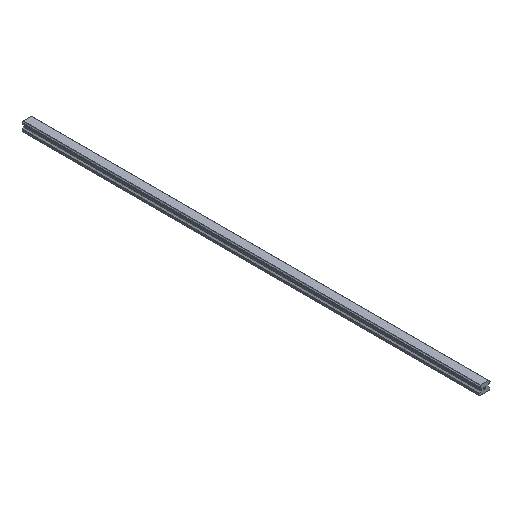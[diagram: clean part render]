
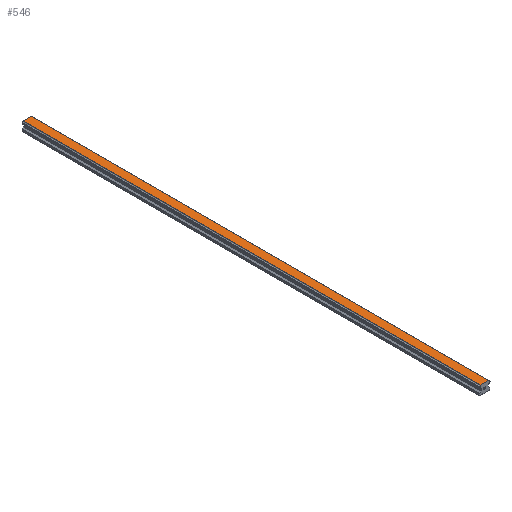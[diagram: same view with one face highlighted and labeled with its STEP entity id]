
A CAD part, isometric view. The second image highlights one B-rep face of the part: STEP entity #546.
In plain terms, the highlighted planar face has unit normal (0, 0, 1).
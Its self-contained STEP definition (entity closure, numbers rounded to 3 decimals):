
#546=ADVANCED_FACE('',(#1115),#1116,.T.);
#1115=FACE_OUTER_BOUND('',#1719,.T.);
#1116=PLANE('',#1720);
#1719=EDGE_LOOP('',(#3294,#3295,#3296,#3297));
#1720=AXIS2_PLACEMENT_3D('',#3298,#3299,#3300);
#3294=ORIENTED_EDGE('',*,*,#4010,.T.);
#3295=ORIENTED_EDGE('',*,*,#4160,.F.);
#3296=ORIENTED_EDGE('',*,*,#3872,.T.);
#3297=ORIENTED_EDGE('',*,*,#4158,.T.);
#3298=CARTESIAN_POINT('',(0.,1480.0,29.));
#3299=DIRECTION('',(0.0,0.0,1.0));
#3300=DIRECTION('',(-1.0,0.0,0.0));
#3872=EDGE_CURVE('',#4740,#4738,#4741,.T.);
#4010=EDGE_CURVE('',#4971,#4969,#4972,.T.);
#4158=EDGE_CURVE('',#4738,#4971,#5142,.T.);
#4160=EDGE_CURVE('',#4740,#4969,#5144,.T.);
#4738=VERTEX_POINT('',#5925);
#4740=VERTEX_POINT('',#5928);
#4741=LINE('',#5929,#5930);
#4969=VERTEX_POINT('',#6248);
#4971=VERTEX_POINT('',#6251);
#4972=LINE('',#6252,#6253);
#5142=LINE('',#6459,#6460);
#5144=LINE('',#6462,#6463);
#5925=CARTESIAN_POINT('',(-13.251,1480.0,29.));
#5928=CARTESIAN_POINT('',(13.251,1480.0,29.));
#5929=CARTESIAN_POINT('',(13.251,1480.0,29.));
#5930=VECTOR('',#6889,1.0);
#6248=CARTESIAN_POINT('',(13.251,0.0,29.));
#6251=CARTESIAN_POINT('',(-13.251,0.0,29.));
#6252=CARTESIAN_POINT('',(13.251,0.0,29.));
#6253=VECTOR('',#7047,1.0);
#6459=CARTESIAN_POINT('',(-13.251,1480.0,29.));
#6460=VECTOR('',#7231,1.0);
#6462=CARTESIAN_POINT('',(13.251,1480.0,29.));
#6463=VECTOR('',#7232,1.0);
#6889=DIRECTION('',(-1.0,0.0,0.0));
#7047=DIRECTION('',(1.0,0.0,0.0));
#7231=DIRECTION('',(0.0,-1.0,0.0));
#7232=DIRECTION('',(0.0,-1.0,0.0));
